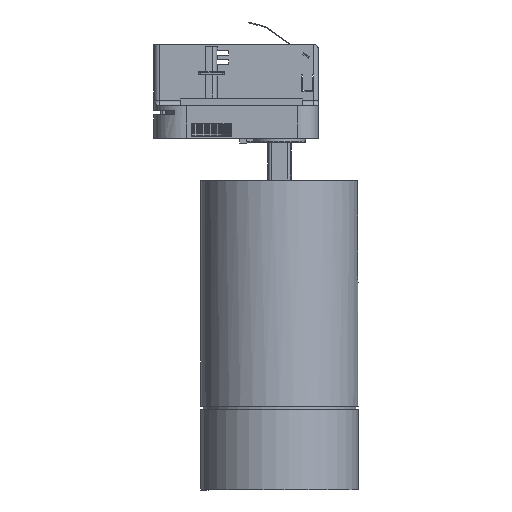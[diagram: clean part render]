
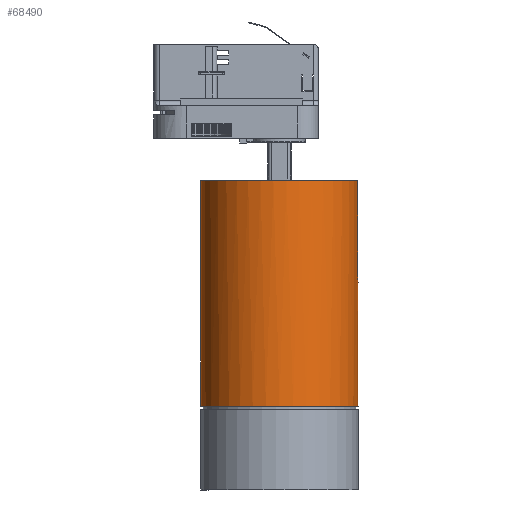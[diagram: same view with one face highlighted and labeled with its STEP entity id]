
A CAD part, left-side view. The second image highlights one B-rep face of the part: STEP entity #68490.
In plain terms, the highlighted cylindrical face has radius 33.5 mm (diameter 67 mm), a full revolution.
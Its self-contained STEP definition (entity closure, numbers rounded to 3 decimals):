
#1147=CYLINDRICAL_SURFACE('',#73715,33.5);
#2943=CIRCLE('',#72638,33.5);
#3246=CIRCLE('',#73245,33.5);
#3247=CIRCLE('',#73246,33.5);
#3501=CIRCLE('',#73716,33.5);
#9051=LINE('',#128732,#15058);
#15058=VECTOR('',#89192,33.5);
#20695=FACE_OUTER_BOUND('',#24566,.T.);
#24566=EDGE_LOOP('',(#62058,#62059,#62060,#62061,#62062,#62063,#62064,#62065,
#62066,#62067,#62068,#62069));
#25211=ELLIPSE('',#72961,1919.506,33.5);
#25226=ELLIPSE('',#73243,1919.506,33.5);
#26752=B_SPLINE_CURVE_WITH_KNOTS('',3,(#122673,#122674,#122675,#122676,
#122677,#122678,#122679,#122680,#122681,#122682),.UNSPECIFIED.,.F.,.F.,
(4,2,2,2,4),(0.001,0.015,0.03,
0.045,0.06),.UNSPECIFIED.);
#26757=B_SPLINE_CURVE_WITH_KNOTS('',3,(#122858,#122859,#122860,#122861,
#122862,#122863,#122864,#122865,#122866,#122867),.UNSPECIFIED.,.F.,.F.,
(4,2,2,2,4),(0.06,0.076,0.091,0.106,
0.12),.UNSPECIFIED.);
#26766=B_SPLINE_CURVE_WITH_KNOTS('',3,(#123583,#123584,#123585,#123586,
#123587,#123588,#123589,#123590,#123591,#123592),.UNSPECIFIED.,.F.,.F.,
(4,2,2,2,4),(0.001,0.015,0.03,
0.045,0.061),.UNSPECIFIED.);
#26767=B_SPLINE_CURVE_WITH_KNOTS('',3,(#123608,#123609,#123610,#123611,
#123612,#123613,#123614,#123615,#123616,#123617),.UNSPECIFIED.,.F.,.F.,
(4,2,2,2,4),(0.182,0.197,0.212,0.227,
0.242),.UNSPECIFIED.);
#32206=VERTEX_POINT('',#120673);
#32207=VERTEX_POINT('',#120675);
#32487=VERTEX_POINT('',#122671);
#32491=VERTEX_POINT('',#122857);
#32549=VERTEX_POINT('',#123581);
#32550=VERTEX_POINT('',#123582);
#32554=VERTEX_POINT('',#123606);
#32555=VERTEX_POINT('',#123607);
#32700=VERTEX_POINT('',#125283);
#32864=VERTEX_POINT('',#128730);
#41488=EDGE_CURVE('',#32207,#32206,#2943,.T.);
#41850=EDGE_CURVE('',#32487,#32206,#26752,.T.);
#41857=EDGE_CURVE('',#32207,#32491,#26757,.T.);
#41978=EDGE_CURVE('',#32549,#32550,#26766,.T.);
#41986=EDGE_CURVE('',#32554,#32555,#26767,.T.);
#41991=EDGE_CURVE('',#32549,#32491,#25211,.T.);
#42292=EDGE_CURVE('',#32487,#32555,#25226,.T.);
#42293=EDGE_CURVE('',#32700,#32550,#3246,.T.);
#42294=EDGE_CURVE('',#32554,#32700,#3247,.T.);
#42745=EDGE_CURVE('',#32864,#32864,#3501,.T.);
#42746=EDGE_CURVE('',#32864,#32700,#9051,.T.);
#62058=ORIENTED_EDGE('',*,*,#42745,.F.);
#62059=ORIENTED_EDGE('',*,*,#42746,.T.);
#62060=ORIENTED_EDGE('',*,*,#42293,.T.);
#62061=ORIENTED_EDGE('',*,*,#41978,.F.);
#62062=ORIENTED_EDGE('',*,*,#41991,.T.);
#62063=ORIENTED_EDGE('',*,*,#41857,.F.);
#62064=ORIENTED_EDGE('',*,*,#41488,.T.);
#62065=ORIENTED_EDGE('',*,*,#41850,.F.);
#62066=ORIENTED_EDGE('',*,*,#42292,.T.);
#62067=ORIENTED_EDGE('',*,*,#41986,.F.);
#62068=ORIENTED_EDGE('',*,*,#42294,.T.);
#62069=ORIENTED_EDGE('',*,*,#42746,.F.);
#68490=ADVANCED_FACE('',(#20695),#1147,.T.);
#72638=AXIS2_PLACEMENT_3D('',#120676,#86704,#86705);
#72961=AXIS2_PLACEMENT_3D('',#123649,#87525,#87526);
#73243=AXIS2_PLACEMENT_3D('',#125281,#88167,#88168);
#73245=AXIS2_PLACEMENT_3D('',#125284,#88171,#88172);
#73246=AXIS2_PLACEMENT_3D('',#125285,#88173,#88174);
#73715=AXIS2_PLACEMENT_3D('',#128729,#89188,#89189);
#73716=AXIS2_PLACEMENT_3D('',#128731,#89190,#89191);
#86704=DIRECTION('center_axis',(0.,0.,
-1.));
#86705=DIRECTION('ref_axis',(0.,-1.,0.));
#87525=DIRECTION('center_axis',(1.,0.,
-0.017));
#87526=DIRECTION('ref_axis',(-0.017,0.,
-1.));
#88167=DIRECTION('center_axis',(-1.,0.,
-0.017));
#88168=DIRECTION('ref_axis',(-0.017,0.,1.));
#88171=DIRECTION('center_axis',(0.,0.,
-1.));
#88172=DIRECTION('ref_axis',(0.,-1.,0.));
#88173=DIRECTION('center_axis',(0.,0.,
-1.));
#88174=DIRECTION('ref_axis',(0.,-1.,0.));
#89188=DIRECTION('center_axis',(0.,0.,
-1.));
#89189=DIRECTION('ref_axis',(0.,-1.,0.));
#89190=DIRECTION('center_axis',(0.,0.,
-1.));
#89191=DIRECTION('ref_axis',(0.,-1.,0.));
#89192=DIRECTION('',(0.,0.,1.));
#120673=CARTESIAN_POINT('',(-3.607,-33.305,52.8));
#120675=CARTESIAN_POINT('',(3.607,-33.305,52.8));
#120676=CARTESIAN_POINT('Origin',(0.,0.,
52.8));
#122671=CARTESIAN_POINT('',(-4.007,-33.26,53.193));
#122673=CARTESIAN_POINT('Ctrl Pts',(-4.007,-33.26,
53.193));
#122674=CARTESIAN_POINT('Ctrl Pts',(-4.006,-33.26,
53.145));
#122675=CARTESIAN_POINT('Ctrl Pts',(-3.996,-33.261,
53.094));
#122676=CARTESIAN_POINT('Ctrl Pts',(-3.956,-33.266,
52.998));
#122677=CARTESIAN_POINT('Ctrl Pts',(-3.925,-33.269,
52.953));
#122678=CARTESIAN_POINT('Ctrl Pts',(-3.854,-33.278,
52.882));
#122679=CARTESIAN_POINT('Ctrl Pts',(-3.809,-33.283,
52.851));
#122680=CARTESIAN_POINT('Ctrl Pts',(-3.711,-33.294,
52.81));
#122681=CARTESIAN_POINT('Ctrl Pts',(-3.657,-33.3,
52.8));
#122682=CARTESIAN_POINT('Ctrl Pts',(-3.607,-33.305,
52.8));
#122857=CARTESIAN_POINT('',(4.007,-33.26,53.193));
#122858=CARTESIAN_POINT('Ctrl Pts',(3.607,-33.305,
52.8));
#122859=CARTESIAN_POINT('Ctrl Pts',(3.657,-33.3,
52.8));
#122860=CARTESIAN_POINT('Ctrl Pts',(3.711,-33.294,
52.81));
#122861=CARTESIAN_POINT('Ctrl Pts',(3.809,-33.283,
52.851));
#122862=CARTESIAN_POINT('Ctrl Pts',(3.854,-33.278,
52.882));
#122863=CARTESIAN_POINT('Ctrl Pts',(3.925,-33.269,
52.953));
#122864=CARTESIAN_POINT('Ctrl Pts',(3.956,-33.266,
52.998));
#122865=CARTESIAN_POINT('Ctrl Pts',(3.996,-33.261,
53.094));
#122866=CARTESIAN_POINT('Ctrl Pts',(4.006,-33.26,
53.145));
#122867=CARTESIAN_POINT('Ctrl Pts',(4.007,-33.26,53.193));
#123581=CARTESIAN_POINT('',(4.747,-33.162,95.607));
#123582=CARTESIAN_POINT('',(5.147,-33.102,96.));
#123583=CARTESIAN_POINT('Ctrl Pts',(4.747,-33.162,
95.607));
#123584=CARTESIAN_POINT('Ctrl Pts',(4.748,-33.162,95.655));
#123585=CARTESIAN_POINT('Ctrl Pts',(4.758,-33.16,
95.706));
#123586=CARTESIAN_POINT('Ctrl Pts',(4.798,-33.155,
95.802));
#123587=CARTESIAN_POINT('Ctrl Pts',(4.828,-33.15,
95.847));
#123588=CARTESIAN_POINT('Ctrl Pts',(4.899,-33.14,
95.918));
#123589=CARTESIAN_POINT('Ctrl Pts',(4.945,-33.133,
95.949));
#123590=CARTESIAN_POINT('Ctrl Pts',(5.043,-33.118,
95.99));
#123591=CARTESIAN_POINT('Ctrl Pts',(5.097,-33.11,
96.));
#123592=CARTESIAN_POINT('Ctrl Pts',(5.147,-33.102,96.));
#123606=CARTESIAN_POINT('',(-5.147,-33.102,96.));
#123607=CARTESIAN_POINT('',(-4.747,-33.162,95.607));
#123608=CARTESIAN_POINT('Ctrl Pts',(-5.147,-33.102,
96.));
#123609=CARTESIAN_POINT('Ctrl Pts',(-5.097,-33.11,
96.));
#123610=CARTESIAN_POINT('Ctrl Pts',(-5.044,-33.118,
95.99));
#123611=CARTESIAN_POINT('Ctrl Pts',(-4.945,-33.133,
95.949));
#123612=CARTESIAN_POINT('Ctrl Pts',(-4.9,-33.14,
95.918));
#123613=CARTESIAN_POINT('Ctrl Pts',(-4.829,-33.15,
95.847));
#123614=CARTESIAN_POINT('Ctrl Pts',(-4.798,-33.155,
95.803));
#123615=CARTESIAN_POINT('Ctrl Pts',(-4.758,-33.16,
95.706));
#123616=CARTESIAN_POINT('Ctrl Pts',(-4.748,-33.162,
95.655));
#123617=CARTESIAN_POINT('Ctrl Pts',(-4.747,-33.162,
95.607));
#123649=CARTESIAN_POINT('Origin',(0.,0.,
-176.36));
#125281=CARTESIAN_POINT('Origin',(0.,0.,
-176.36));
#125283=CARTESIAN_POINT('',(0.,33.5,96.));
#125284=CARTESIAN_POINT('Origin',(0.,0.,
96.));
#125285=CARTESIAN_POINT('Origin',(0.,0.,
96.));
#128729=CARTESIAN_POINT('Origin',(0.,0.,
48.));
#128730=CARTESIAN_POINT('',(0.,33.5,0.));
#128731=CARTESIAN_POINT('Origin',(0.,0.,
0.));
#128732=CARTESIAN_POINT('',(0.,33.5,48.));
